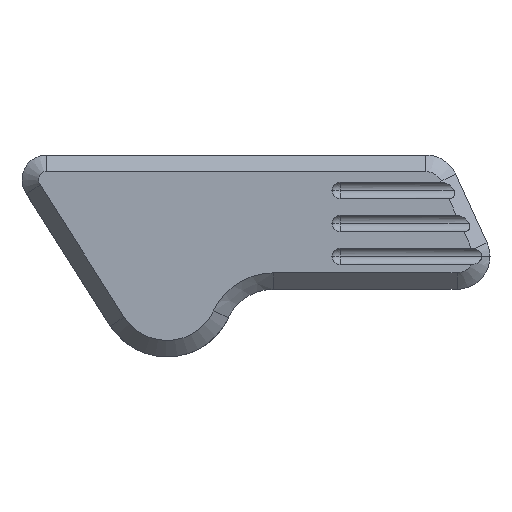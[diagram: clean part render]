
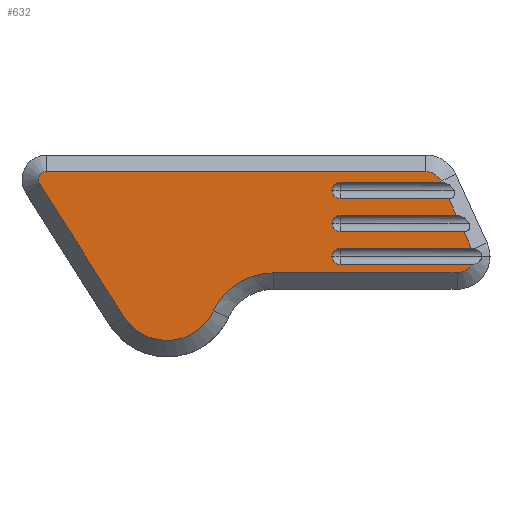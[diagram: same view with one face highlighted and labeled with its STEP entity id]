
A CAD part, left-side view. The second image highlights one B-rep face of the part: STEP entity #632.
In plain terms, the highlighted planar face has unit normal (-1, 0, 0).
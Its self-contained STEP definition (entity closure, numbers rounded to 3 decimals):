
#155=CARTESIAN_POINT('',(-22.181,96.869,69.649));
#156=VERTEX_POINT('',#155);
#164=CARTESIAN_POINT('',(-22.181,97.369,69.149));
#165=VERTEX_POINT('',#164);
#166=CARTESIAN_POINT('',(-22.181,96.869,69.149));
#167=DIRECTION('',(1.,-0.,0.));
#168=DIRECTION('',(0.,-1.,-0.));
#169=AXIS2_PLACEMENT_3D('',#166,#167,#168);
#170=CIRCLE('',#169,0.5);
#171=EDGE_CURVE('',#165,#156,#170,.T.);
#188=CARTESIAN_POINT('',(-22.181,96.869,68.649));
#189=VERTEX_POINT('',#188);
#190=CARTESIAN_POINT('',(-22.181,96.869,69.149));
#191=DIRECTION('',(1.,-0.,0.));
#192=DIRECTION('',(0.,-1.,-0.));
#193=AXIS2_PLACEMENT_3D('',#190,#191,#192);
#194=CIRCLE('',#193,0.5);
#195=EDGE_CURVE('',#189,#165,#194,.T.);
#215=CARTESIAN_POINT('',(-22.181,96.869,67.649));
#216=VERTEX_POINT('',#215);
#224=CARTESIAN_POINT('',(-22.181,97.369,67.149));
#225=VERTEX_POINT('',#224);
#226=CARTESIAN_POINT('',(-22.181,96.869,67.149));
#227=DIRECTION('',(1.,-0.,0.));
#228=DIRECTION('',(0.,-1.,-0.));
#229=AXIS2_PLACEMENT_3D('',#226,#227,#228);
#230=CIRCLE('',#229,0.5);
#231=EDGE_CURVE('',#225,#216,#230,.T.);
#248=CARTESIAN_POINT('',(-22.181,96.869,66.649));
#249=VERTEX_POINT('',#248);
#250=CARTESIAN_POINT('',(-22.181,96.869,67.149));
#251=DIRECTION('',(1.,-0.,0.));
#252=DIRECTION('',(0.,-1.,-0.));
#253=AXIS2_PLACEMENT_3D('',#250,#251,#252);
#254=CIRCLE('',#253,0.5);
#255=EDGE_CURVE('',#249,#225,#254,.T.);
#275=CARTESIAN_POINT('',(-22.181,96.869,65.649));
#276=VERTEX_POINT('',#275);
#284=CARTESIAN_POINT('',(-22.181,97.369,65.149));
#285=VERTEX_POINT('',#284);
#286=CARTESIAN_POINT('',(-22.181,96.869,65.149));
#287=DIRECTION('',(1.,-0.,0.));
#288=DIRECTION('',(0.,-1.,-0.));
#289=AXIS2_PLACEMENT_3D('',#286,#287,#288);
#290=CIRCLE('',#289,0.5);
#291=EDGE_CURVE('',#285,#276,#290,.T.);
#308=CARTESIAN_POINT('',(-22.181,96.869,64.649));
#309=VERTEX_POINT('',#308);
#310=CARTESIAN_POINT('',(-22.181,96.869,65.149));
#311=DIRECTION('',(1.,-0.,0.));
#312=DIRECTION('',(0.,-1.,-0.));
#313=AXIS2_PLACEMENT_3D('',#310,#311,#312);
#314=CIRCLE('',#313,0.5);
#315=EDGE_CURVE('',#309,#285,#314,.T.);
#333=CARTESIAN_POINT('',(-22.181,88.915,64.649));
#334=VERTEX_POINT('',#333);
#335=CARTESIAN_POINT('',(-22.181,88.915,64.649));
#336=DIRECTION('',(-0.,1.,0.));
#337=VECTOR('',#336,7.954);
#338=LINE('',#335,#337);
#339=EDGE_CURVE('',#334,#309,#338,.T.);
#374=CARTESIAN_POINT('',(-22.181,89.367,66.649));
#375=VERTEX_POINT('',#374);
#376=CARTESIAN_POINT('',(-22.181,89.367,66.649));
#377=DIRECTION('',(-0.,1.,0.));
#378=VECTOR('',#377,7.502);
#379=LINE('',#376,#378);
#380=EDGE_CURVE('',#375,#249,#379,.T.);
#406=CARTESIAN_POINT('',(-22.181,89.824,67.649));
#407=VERTEX_POINT('',#406);
#415=CARTESIAN_POINT('',(-22.181,96.869,67.649));
#416=DIRECTION('',(0.,-1.,-0.));
#417=VECTOR('',#416,7.045);
#418=LINE('',#415,#417);
#419=EDGE_CURVE('',#216,#407,#418,.T.);
#431=CARTESIAN_POINT('',(-22.181,90.28,68.649));
#432=VERTEX_POINT('',#431);
#433=CARTESIAN_POINT('',(-22.181,90.28,68.649));
#434=DIRECTION('',(-0.,1.,0.));
#435=VECTOR('',#434,6.588);
#436=LINE('',#433,#435);
#437=EDGE_CURVE('',#432,#189,#436,.T.);
#463=CARTESIAN_POINT('',(-22.181,90.737,69.649));
#464=VERTEX_POINT('',#463);
#472=CARTESIAN_POINT('',(-22.181,96.869,69.649));
#473=DIRECTION('',(0.,-1.,-0.));
#474=VECTOR('',#473,6.132);
#475=LINE('',#472,#474);
#476=EDGE_CURVE('',#156,#464,#475,.T.);
#488=CARTESIAN_POINT('',(-22.181,88.91,65.649));
#489=VERTEX_POINT('',#488);
#499=CARTESIAN_POINT('',(-22.181,96.869,65.649));
#500=DIRECTION('',(0.,-1.,-0.));
#501=VECTOR('',#500,7.959);
#502=LINE('',#499,#501);
#503=EDGE_CURVE('',#276,#489,#502,.T.);
#526=CARTESIAN_POINT('',(-22.181,107.369,63.149));
#527=DIRECTION('',(1.,-0.,0.));
#528=DIRECTION('',(0.,-1.,-0.));
#529=AXIS2_PLACEMENT_3D('',#526,#527,#528);
#530=PLANE('',#529);
#531=CARTESIAN_POINT('',(-22.181,89.781,64.149));
#532=VERTEX_POINT('',#531);
#533=CARTESIAN_POINT('',(-22.181,89.781,65.149));
#534=DIRECTION('',(-1.,0.,-0.));
#535=DIRECTION('',(0.,-1.,-0.));
#536=AXIS2_PLACEMENT_3D('',#533,#534,#535);
#537=CIRCLE('',#536,1.);
#538=EDGE_CURVE('',#532,#334,#537,.T.);
#539=ORIENTED_EDGE('',*,*,#538,.T.);
#540=ORIENTED_EDGE('',*,*,#339,.T.);
#541=ORIENTED_EDGE('',*,*,#315,.T.);
#542=ORIENTED_EDGE('',*,*,#291,.T.);
#543=ORIENTED_EDGE('',*,*,#503,.T.);
#544=CARTESIAN_POINT('',(-22.181,88.91,65.649));
#545=DIRECTION('',(-0.,0.415,0.91));
#546=VECTOR('',#545,1.099);
#547=LINE('',#544,#546);
#548=EDGE_CURVE('',#489,#375,#547,.T.);
#549=ORIENTED_EDGE('',*,*,#548,.T.);
#550=ORIENTED_EDGE('',*,*,#380,.T.);
#551=ORIENTED_EDGE('',*,*,#255,.T.);
#552=ORIENTED_EDGE('',*,*,#231,.T.);
#553=ORIENTED_EDGE('',*,*,#419,.T.);
#554=CARTESIAN_POINT('',(-22.181,89.824,67.649));
#555=DIRECTION('',(-0.,0.415,0.91));
#556=VECTOR('',#555,1.099);
#557=LINE('',#554,#556);
#558=EDGE_CURVE('',#407,#432,#557,.T.);
#559=ORIENTED_EDGE('',*,*,#558,.T.);
#560=ORIENTED_EDGE('',*,*,#437,.T.);
#561=ORIENTED_EDGE('',*,*,#195,.T.);
#562=ORIENTED_EDGE('',*,*,#171,.T.);
#563=ORIENTED_EDGE('',*,*,#476,.T.);
#564=CARTESIAN_POINT('',(-22.181,90.767,69.715));
#565=VERTEX_POINT('',#564);
#566=CARTESIAN_POINT('',(-22.181,90.737,69.649));
#567=DIRECTION('',(-0.,0.415,0.91));
#568=VECTOR('',#567,0.072);
#569=LINE('',#566,#568);
#570=EDGE_CURVE('',#464,#565,#569,.T.);
#571=ORIENTED_EDGE('',*,*,#570,.T.);
#572=CARTESIAN_POINT('',(-22.181,91.677,70.299));
#573=VERTEX_POINT('',#572);
#574=CARTESIAN_POINT('',(-22.181,91.677,69.299));
#575=DIRECTION('',(-1.,0.,-0.));
#576=DIRECTION('',(0.,-1.,-0.));
#577=AXIS2_PLACEMENT_3D('',#574,#575,#576);
#578=CIRCLE('',#577,1.);
#579=EDGE_CURVE('',#565,#573,#578,.T.);
#580=ORIENTED_EDGE('',*,*,#579,.T.);
#581=CARTESIAN_POINT('',(-22.181,114.669,70.299));
#582=VERTEX_POINT('',#581);
#583=CARTESIAN_POINT('',(-22.181,91.677,70.299));
#584=DIRECTION('',(-0.,1.,0.));
#585=VECTOR('',#584,22.992);
#586=LINE('',#583,#585);
#587=EDGE_CURVE('',#573,#582,#586,.T.);
#588=ORIENTED_EDGE('',*,*,#587,.T.);
#589=CARTESIAN_POINT('',(-22.181,115.067,69.497));
#590=VERTEX_POINT('',#589);
#591=CARTESIAN_POINT('',(-22.181,114.669,69.799));
#592=DIRECTION('',(-1.,0.,-0.));
#593=DIRECTION('',(0.,-1.,-0.));
#594=AXIS2_PLACEMENT_3D('',#591,#592,#593);
#595=CIRCLE('',#594,0.5);
#596=EDGE_CURVE('',#582,#590,#595,.T.);
#597=ORIENTED_EDGE('',*,*,#596,.T.);
#598=CARTESIAN_POINT('',(-22.181,109.968,61.46));
#599=VERTEX_POINT('',#598);
#600=CARTESIAN_POINT('',(-22.181,115.067,69.497));
#601=DIRECTION('',(0.,-0.536,-0.844));
#602=VECTOR('',#601,9.518);
#603=LINE('',#600,#602);
#604=EDGE_CURVE('',#590,#599,#603,.T.);
#605=ORIENTED_EDGE('',*,*,#604,.T.);
#606=CARTESIAN_POINT('',(-22.181,104.559,61.84));
#607=VERTEX_POINT('',#606);
#608=CARTESIAN_POINT('',(-22.181,107.369,63.149));
#609=DIRECTION('',(-1.,0.,-0.));
#610=DIRECTION('',(0.,-1.,-0.));
#611=AXIS2_PLACEMENT_3D('',#608,#609,#610);
#612=CIRCLE('',#611,3.1);
#613=EDGE_CURVE('',#599,#607,#612,.T.);
#614=ORIENTED_EDGE('',*,*,#613,.T.);
#615=CARTESIAN_POINT('',(-22.181,100.934,64.149));
#616=VERTEX_POINT('',#615);
#617=CARTESIAN_POINT('',(-22.181,100.934,60.149));
#618=DIRECTION('',(1.,-0.,0.));
#619=DIRECTION('',(0.,-1.,-0.));
#620=AXIS2_PLACEMENT_3D('',#617,#618,#619);
#621=CIRCLE('',#620,4.);
#622=EDGE_CURVE('',#607,#616,#621,.T.);
#623=ORIENTED_EDGE('',*,*,#622,.T.);
#624=CARTESIAN_POINT('',(-22.181,100.934,64.149));
#625=DIRECTION('',(0.,-1.,-0.));
#626=VECTOR('',#625,11.153);
#627=LINE('',#624,#626);
#628=EDGE_CURVE('',#616,#532,#627,.T.);
#629=ORIENTED_EDGE('',*,*,#628,.T.);
#630=EDGE_LOOP('',(#539,#540,#541,#542,#543,#549,#550,#551,#552,#553,#559,#560,#561,#562,#563,#571,#580,#588,#597,#605,#614,#623,#629));
#631=FACE_BOUND('',#630,.T.);
#632=ADVANCED_FACE('',(#631),#530,.F.);
